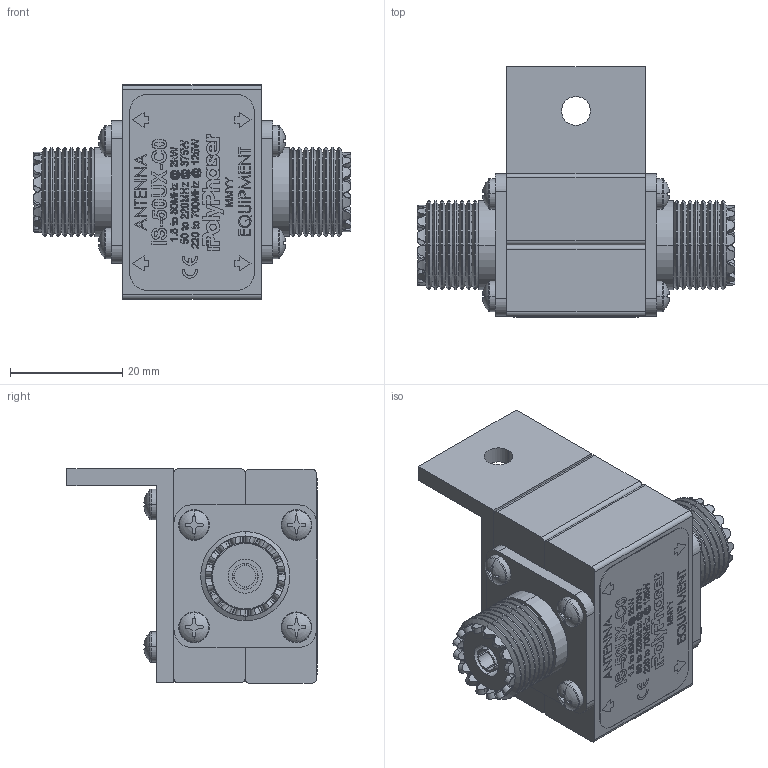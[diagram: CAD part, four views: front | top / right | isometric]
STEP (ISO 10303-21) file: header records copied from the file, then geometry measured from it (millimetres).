
FILE_DESCRIPTION (( 'STEP AP214' ), '1' );
FILE_NAME ('IS-50UX-C0.STEP', '2019-07-30T20:03:13', ( '' ), ( '' ), 'SwSTEP 2.0', 'SolidWorks 2019', '' );
FILE_SCHEMA (( 'AUTOMOTIVE_DESIGN' ));
Length unit declared in the file: inch
Products named in the file (14): 5100-0007; Solder_2600-166; 2021-2100; 2021-2100-02; 7020-0016; IS-50UX-C0; 5230-0002; 9040-0603; Solder_6040-0016; 9030-0084; 2021-2100-01; 5100-0006; 1081-0251-05
Assembly tree (20 placements, depth 4):
  Solder_2600-166
  IS-50UX-C0
    2021-2100-01
      2021-2100
    5230-0002
    5100-0006
    9030-0084
      5100-0007
    1081-0251-05  x10
    7020-0016
    9040-0603
      2021-2100-02
        2021-2100
  Solder_6040-0016
Bounding box: 56.64 x 44.58 x 38.2 mm (x, y, z)
Volume: 29988.5 mm3; surface area: 21848.4 mm2
Topology: 16 solids, 16 shells, 2884 faces, 7189 edges, 4471 vertices
Faces by surface type: plane 1095, cylinder 688, cone 608, bspline 453, torus 40
Entity records: 99128 total; most frequent: CARTESIAN_POINT 37705, ORIENTED_EDGE 10198, DIRECTION 7582, EDGE_CURVE 5099, VERTEX_POINT 3328, VECTOR 3176, LINE 3176, AXIS2_PLACEMENT_3D 2203
